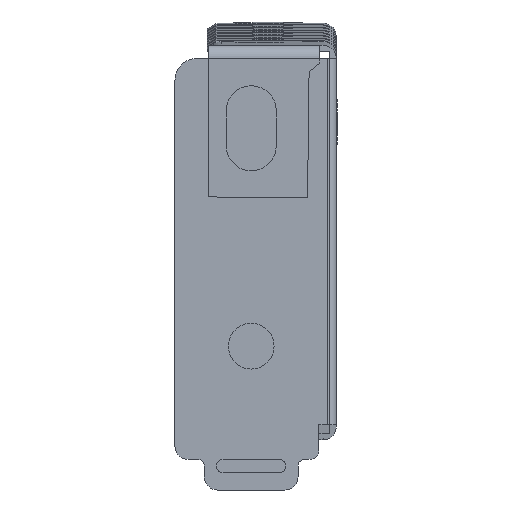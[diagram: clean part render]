
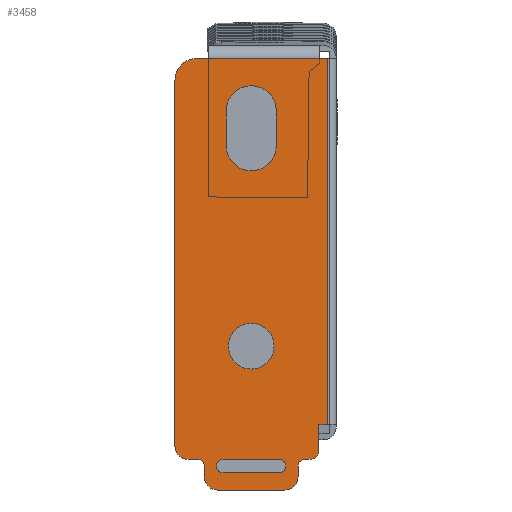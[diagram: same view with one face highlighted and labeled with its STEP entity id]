
A CAD part, front view. The second image highlights one B-rep face of the part: STEP entity #3458.
In plain terms, the highlighted planar face has unit normal (0, -1, 0).
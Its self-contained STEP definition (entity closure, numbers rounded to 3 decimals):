
#129=LINE('',#5144,#565);
#253=LINE('',#5417,#689);
#255=LINE('',#5421,#691);
#257=LINE('',#5426,#693);
#258=LINE('',#5430,#694);
#259=LINE('',#5434,#695);
#260=LINE('',#5438,#696);
#261=LINE('',#5442,#697);
#262=LINE('',#5446,#698);
#263=LINE('',#5448,#699);
#565=VECTOR('',#4117,1.);
#689=VECTOR('',#4297,1.);
#691=VECTOR('',#4301,1.);
#693=VECTOR('',#4305,1.);
#694=VECTOR('',#4308,1.);
#695=VECTOR('',#4311,1.);
#696=VECTOR('',#4314,1.);
#697=VECTOR('',#4317,1.);
#698=VECTOR('',#4320,1.);
#699=VECTOR('',#4323,1.);
#984=FACE_OUTER_BOUND('',#1158,.T.);
#1158=EDGE_LOOP('',(#2606,#2607,#2608,#2609,#2610,#2611,#2612,#2613,#2614,
#2615,#2616,#2617,#2618,#2619,#2620,#2621,#2622));
#1335=CIRCLE('',#3732,3.);
#1336=CIRCLE('',#3733,1.5);
#1337=CIRCLE('',#3734,3.);
#1338=CIRCLE('',#3735,3.);
#1339=CIRCLE('',#3736,1.5);
#1340=CIRCLE('',#3737,2.);
#1341=CIRCLE('',#3738,5.);
#1487=VERTEX_POINT('',#5141);
#1488=VERTEX_POINT('',#5143);
#1604=VERTEX_POINT('',#5411);
#1605=VERTEX_POINT('',#5416);
#1606=VERTEX_POINT('',#5420);
#1607=VERTEX_POINT('',#5424);
#1608=VERTEX_POINT('',#5425);
#1609=VERTEX_POINT('',#5427);
#1610=VERTEX_POINT('',#5429);
#1611=VERTEX_POINT('',#5431);
#1612=VERTEX_POINT('',#5433);
#1613=VERTEX_POINT('',#5435);
#1614=VERTEX_POINT('',#5437);
#1615=VERTEX_POINT('',#5439);
#1616=VERTEX_POINT('',#5441);
#1617=VERTEX_POINT('',#5443);
#1618=VERTEX_POINT('',#5445);
#1883=EDGE_CURVE('',#1487,#1488,#129,.T.);
#2023=EDGE_CURVE('',#1605,#1604,#253,.T.);
#2025=EDGE_CURVE('',#1606,#1605,#255,.T.);
#2027=EDGE_CURVE('',#1607,#1608,#257,.T.);
#2028=EDGE_CURVE('',#1607,#1609,#1335,.F.);
#2029=EDGE_CURVE('',#1610,#1609,#258,.T.);
#2030=EDGE_CURVE('',#1611,#1610,#1336,.F.);
#2031=EDGE_CURVE('',#1612,#1611,#259,.T.);
#2032=EDGE_CURVE('',#1612,#1613,#1337,.F.);
#2033=EDGE_CURVE('',#1614,#1613,#260,.T.);
#2034=EDGE_CURVE('',#1614,#1615,#1338,.F.);
#2035=EDGE_CURVE('',#1616,#1615,#261,.T.);
#2036=EDGE_CURVE('',#1617,#1616,#1339,.F.);
#2037=EDGE_CURVE('',#1618,#1617,#262,.T.);
#2038=EDGE_CURVE('',#1618,#1606,#1340,.F.);
#2039=EDGE_CURVE('',#1488,#1604,#263,.F.);
#2040=EDGE_CURVE('',#1487,#1608,#1341,.F.);
#2606=ORIENTED_EDGE('',*,*,#2027,.F.);
#2607=ORIENTED_EDGE('',*,*,#2028,.T.);
#2608=ORIENTED_EDGE('',*,*,#2029,.F.);
#2609=ORIENTED_EDGE('',*,*,#2030,.F.);
#2610=ORIENTED_EDGE('',*,*,#2031,.F.);
#2611=ORIENTED_EDGE('',*,*,#2032,.T.);
#2612=ORIENTED_EDGE('',*,*,#2033,.F.);
#2613=ORIENTED_EDGE('',*,*,#2034,.T.);
#2614=ORIENTED_EDGE('',*,*,#2035,.F.);
#2615=ORIENTED_EDGE('',*,*,#2036,.F.);
#2616=ORIENTED_EDGE('',*,*,#2037,.F.);
#2617=ORIENTED_EDGE('',*,*,#2038,.T.);
#2618=ORIENTED_EDGE('',*,*,#2025,.T.);
#2619=ORIENTED_EDGE('',*,*,#2023,.T.);
#2620=ORIENTED_EDGE('',*,*,#2039,.F.);
#2621=ORIENTED_EDGE('',*,*,#1883,.F.);
#2622=ORIENTED_EDGE('',*,*,#2040,.T.);
#3304=PLANE('',#3731);
#3458=ADVANCED_FACE('',(#984),#3304,.F.);
#3731=AXIS2_PLACEMENT_3D('',#5423,#4303,#4304);
#3732=AXIS2_PLACEMENT_3D('',#5428,#4306,#4307);
#3733=AXIS2_PLACEMENT_3D('',#5432,#4309,#4310);
#3734=AXIS2_PLACEMENT_3D('',#5436,#4312,#4313);
#3735=AXIS2_PLACEMENT_3D('',#5440,#4315,#4316);
#3736=AXIS2_PLACEMENT_3D('',#5444,#4318,#4319);
#3737=AXIS2_PLACEMENT_3D('',#5447,#4321,#4322);
#3738=AXIS2_PLACEMENT_3D('',#5449,#4324,#4325);
#4117=DIRECTION('',(1.,0.,0.));
#4297=DIRECTION('',(1.,0.,0.003));
#4301=DIRECTION('',(0.,0.,1.));
#4303=DIRECTION('center_axis',(0.,1.,0.));
#4304=DIRECTION('ref_axis',(-1.,0.,0.));
#4305=DIRECTION('',(0.,0.,1.));
#4306=DIRECTION('center_axis',(0.,1.,0.));
#4307=DIRECTION('ref_axis',(0.,0.,-1.));
#4308=DIRECTION('',(-1.,0.,0.));
#4309=DIRECTION('center_axis',(0.,1.,0.));
#4310=DIRECTION('ref_axis',(0.,0.,-1.));
#4311=DIRECTION('',(0.,0.,1.));
#4312=DIRECTION('center_axis',(0.,1.,0.));
#4313=DIRECTION('ref_axis',(0.,0.,-1.));
#4314=DIRECTION('',(-1.,0.,0.));
#4315=DIRECTION('center_axis',(0.,1.,0.));
#4316=DIRECTION('ref_axis',(0.,0.,-1.));
#4317=DIRECTION('',(0.,0.,-1.));
#4318=DIRECTION('center_axis',(0.,1.,0.));
#4319=DIRECTION('ref_axis',(0.,0.,-1.));
#4320=DIRECTION('',(-1.,0.,0.));
#4321=DIRECTION('center_axis',(0.,1.,0.));
#4322=DIRECTION('ref_axis',(0.,0.,-1.));
#4323=DIRECTION('',(0.,0.,1.));
#4324=DIRECTION('center_axis',(0.,1.,0.));
#4325=DIRECTION('ref_axis',(0.,0.,-1.));
#5141=CARTESIAN_POINT('',(155.677,211.008,-5.587));
#5143=CARTESIAN_POINT('',(185.677,211.008,-5.587));
#5144=CARTESIAN_POINT('',(170.677,211.008,-5.587));
#5411=CARTESIAN_POINT('',(185.677,211.008,-89.587));
#5416=CARTESIAN_POINT('',(183.683,211.008,-89.592));
#5417=CARTESIAN_POINT('',(186.793,211.008,-89.584));
#5420=CARTESIAN_POINT('',(183.683,211.008,-95.587));
#5421=CARTESIAN_POINT('',(183.683,211.008,-93.587));
#5423=CARTESIAN_POINT('Origin',(187.677,211.008,0.));
#5424=CARTESIAN_POINT('',(150.677,211.008,-94.587));
#5425=CARTESIAN_POINT('',(150.677,211.008,-10.587));
#5426=CARTESIAN_POINT('',(150.677,211.008,-52.587));
#5427=CARTESIAN_POINT('',(153.677,211.008,-97.587));
#5428=CARTESIAN_POINT('Origin',(153.677,211.008,-94.587));
#5429=CARTESIAN_POINT('',(155.927,211.008,-97.587));
#5430=CARTESIAN_POINT('',(154.802,211.008,-97.587));
#5431=CARTESIAN_POINT('',(157.427,211.008,-99.087));
#5432=CARTESIAN_POINT('Origin',(155.927,211.008,-99.087));
#5433=CARTESIAN_POINT('',(157.427,211.008,-101.587));
#5434=CARTESIAN_POINT('',(157.427,211.008,-100.337));
#5435=CARTESIAN_POINT('',(160.427,211.008,-104.587));
#5436=CARTESIAN_POINT('Origin',(160.427,211.008,-101.587));
#5437=CARTESIAN_POINT('',(175.927,211.008,-104.587));
#5438=CARTESIAN_POINT('',(168.177,211.008,-104.587));
#5439=CARTESIAN_POINT('',(178.927,211.008,-101.587));
#5440=CARTESIAN_POINT('Origin',(175.927,211.008,-101.587));
#5441=CARTESIAN_POINT('',(178.927,211.008,-99.087));
#5442=CARTESIAN_POINT('',(178.927,211.008,-100.337));
#5443=CARTESIAN_POINT('',(180.427,211.008,-97.587));
#5444=CARTESIAN_POINT('Origin',(180.427,211.008,-99.087));
#5445=CARTESIAN_POINT('',(181.683,211.008,-97.587));
#5446=CARTESIAN_POINT('',(181.055,211.008,-97.587));
#5447=CARTESIAN_POINT('Origin',(181.683,211.008,-95.587));
#5448=CARTESIAN_POINT('',(185.677,211.008,-47.587));
#5449=CARTESIAN_POINT('Origin',(155.677,211.008,-10.587));
